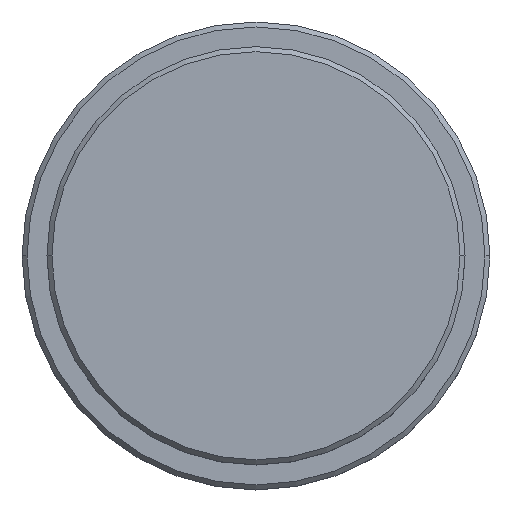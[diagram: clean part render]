
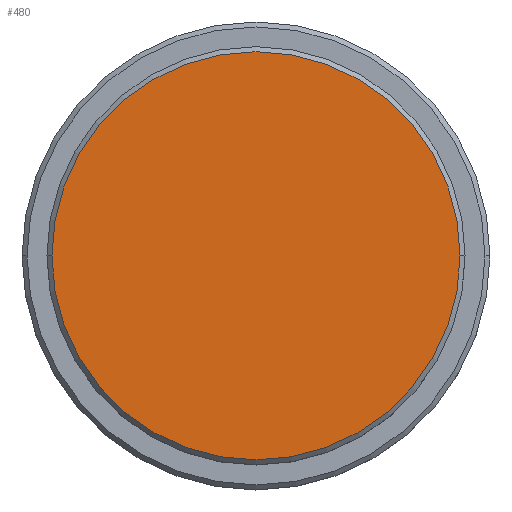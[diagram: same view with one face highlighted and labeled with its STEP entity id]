
A CAD part, top view. The second image highlights one B-rep face of the part: STEP entity #480.
In plain terms, the highlighted planar face has unit normal (0, 0, 1).
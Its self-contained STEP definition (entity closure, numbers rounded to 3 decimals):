
#164 = PLANE ( 'NONE',  #1261 ) ;
#275 = DIRECTION ( 'NONE',  ( 1., 0., 0. ) ) ;
#306 = VERTEX_POINT ( 'NONE', #1311 ) ;
#308 = FACE_OUTER_BOUND ( 'NONE', #526, .T. ) ;
#477 = DIRECTION ( 'NONE',  ( 0., 0., 1. ) ) ;
#480 = ADVANCED_FACE ( 'NONE', ( #308 ), #164, .T. ) ;
#526 = EDGE_LOOP ( 'NONE', ( #1225, #992 ) ) ;
#538 = CARTESIAN_POINT ( 'NONE',  ( 0., 0., 0. ) ) ;
#568 = AXIS2_PLACEMENT_3D ( 'NONE', #1256, #477, #1247 ) ;
#631 = DIRECTION ( 'NONE',  ( 0., 0., 1. ) ) ;
#660 = CIRCLE ( 'NONE', #1349, 20.5 ) ;
#774 = EDGE_CURVE ( 'NONE', #1086, #306, #660, .T. ) ;
#796 = CIRCLE ( 'NONE', #568, 20.5 ) ;
#891 = EDGE_CURVE ( 'NONE', #306, #1086, #796, .T. ) ;
#951 = DIRECTION ( 'NONE',  ( 0., 0., 1. ) ) ;
#992 = ORIENTED_EDGE ( 'NONE', *, *, #891, .T. ) ;
#1071 = CARTESIAN_POINT ( 'NONE',  ( 0., 0., 0. ) ) ;
#1086 = VERTEX_POINT ( 'NONE', #1315 ) ;
#1225 = ORIENTED_EDGE ( 'NONE', *, *, #774, .T. ) ;
#1247 = DIRECTION ( 'NONE',  ( 1., 0., 0. ) ) ;
#1256 = CARTESIAN_POINT ( 'NONE',  ( 0., 0., 0. ) ) ;
#1261 = AXIS2_PLACEMENT_3D ( 'NONE', #1071, #951, #275 ) ;
#1267 = DIRECTION ( 'NONE',  ( 1., 0., 0. ) ) ;
#1311 = CARTESIAN_POINT ( 'NONE',  ( 20.5, 0., 0. ) ) ;
#1315 = CARTESIAN_POINT ( 'NONE',  ( -20.5, 0., 0. ) ) ;
#1349 = AXIS2_PLACEMENT_3D ( 'NONE', #538, #631, #1267 ) ;
